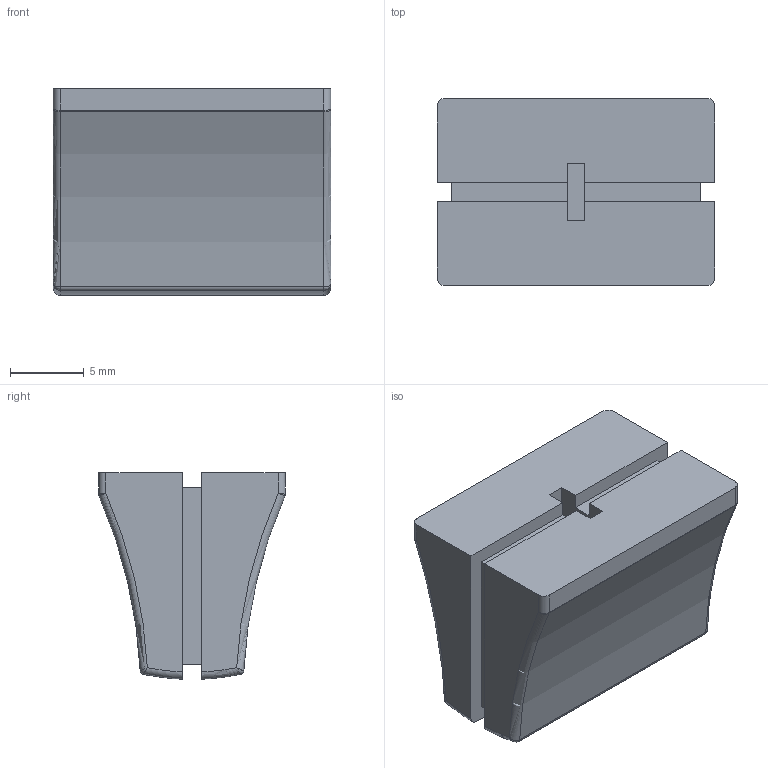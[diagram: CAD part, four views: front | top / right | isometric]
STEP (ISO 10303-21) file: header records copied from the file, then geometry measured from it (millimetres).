
FILE_DESCRIPTION((''),'2;1');
FILE_NAME('SLIDERKNOB','2019-08-22T12:41:56',('Andrew'),(''),'CREO PARAMETRIC BY PTC INC, 2016510','CREO PARAMETRIC BY PTC INC, 2016510','');
FILE_SCHEMA(('CONFIG_CONTROL_DESIGN'));
Length unit declared in the file: millimetre
Products named in the file (1): SLIDERKNOB
Bounding box: 18.8 x 12.65 x 13.98 mm (x, y, z)
Volume: 2317.8 mm3; surface area: 1344.3 mm2
Topology: 1 solids, 1 shells, 48 faces, 114 edges, 68 vertices
Faces by surface type: plane 20, cylinder 12, bspline 8, torus 8
Entity records: 1784 total; most frequent: CARTESIAN_POINT 694, ORIENTED_EDGE 228, DIRECTION 202, EDGE_CURVE 114, AXIS2_PLACEMENT_3D 68, VERTEX_POINT 68, VECTOR 66, LINE 66
